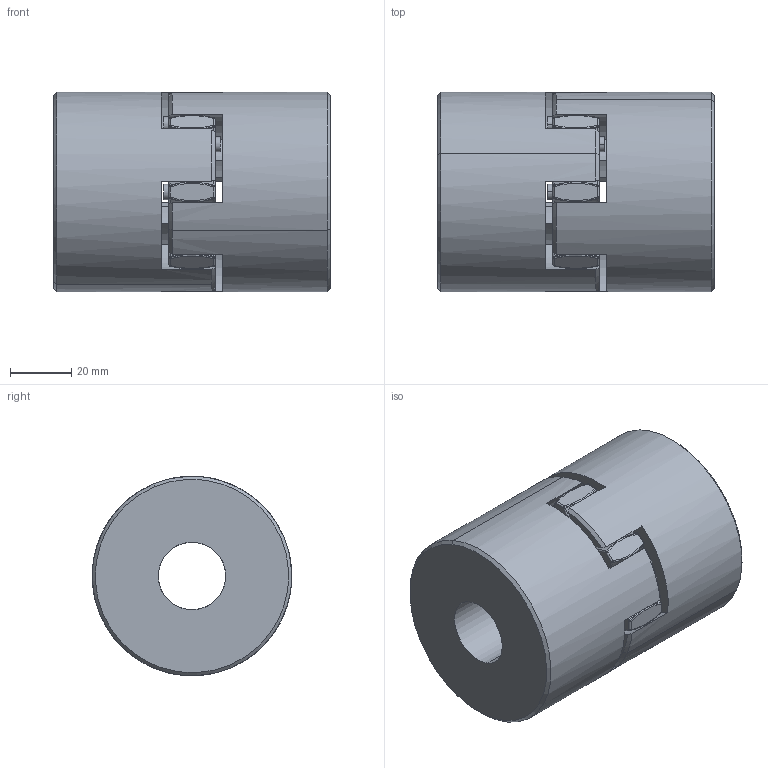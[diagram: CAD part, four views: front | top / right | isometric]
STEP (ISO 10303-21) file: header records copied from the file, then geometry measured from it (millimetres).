
FILE_DESCRIPTION((''),'2;1');
FILE_NAME('GS28-38_ASM','2013-03-19T',('ppetruska'),(''),'PRO/ENGINEER BY PARAMETRIC TECHNOLOGY CORPORATION, 2012480','PRO/ENGINEER BY PARAMETRIC TECHNOLOGY CORPORATION, 2012480','');
FILE_SCHEMA(('CONFIG_CONTROL_DESIGN'));
Length unit declared in the file: millimetre
Products named in the file (3): GS28-38-SPIDER; GS28-38-HUB; GS28-38_ASM
Assembly tree (3 placements, depth 2):
  GS28-38_ASM
    GS28-38-SPIDER
    GS28-38-HUB  x2
Bounding box: 90 x 64.93 x 64.93 mm (x, y, z)
Volume: 243975.6 mm3; surface area: 46730.5 mm2
Topology: 3 solids, 3 shells, 377 faces, 859 edges, 496 vertices
Faces by surface type: bspline 201, cylinder 132, plane 30, cone 14
Entity records: 21341 total; most frequent: CARTESIAN_POINT 15150, ORIENTED_EDGE 1556, DIRECTION 848, EDGE_CURVE 778, VERTEX_POINT 443, B_SPLINE_CURVE_WITH_KNOTS 437, EDGE_LOOP 359, AXIS2_PLACEMENT_3D 355
